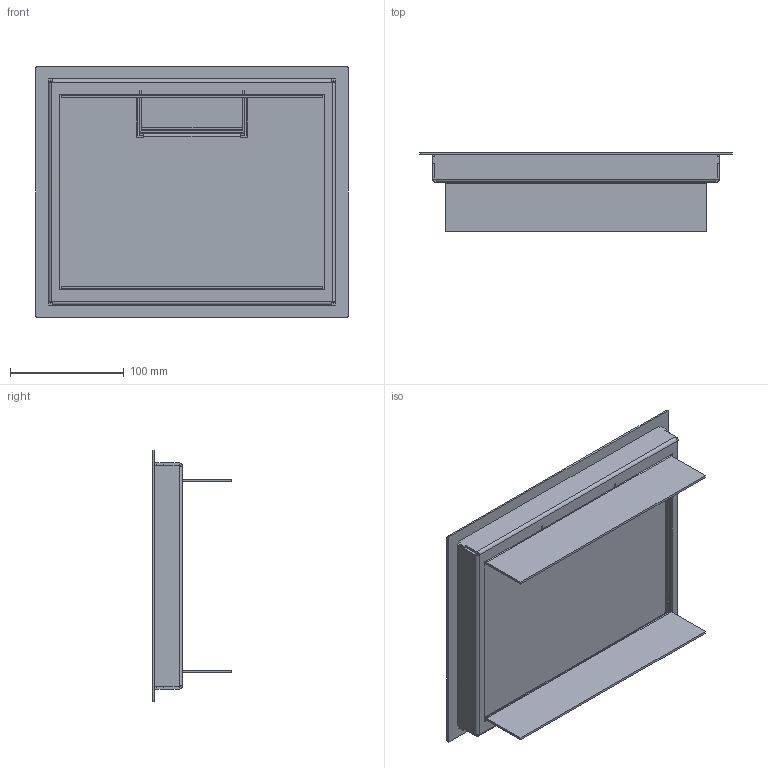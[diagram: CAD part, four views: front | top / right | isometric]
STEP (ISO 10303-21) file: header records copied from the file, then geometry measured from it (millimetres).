
FILE_DESCRIPTION (( 'STEP AP214' ), '1' );
FILE_NAME ('7405299_KSTP1.stp', '2016-05-03T13:01:30', ( '' ), ( '' ), 'SwSTEP 2.0', 'SolidWorks 2014', '' );
FILE_SCHEMA (( 'AUTOMOTIVE_DESIGN' ));
Length unit declared in the file: inch
Products named in the file (12): 30736M_30736L; 066364_39410724 (GES6M-2); 085483_GES6M-2; 046359_Unterteil mit Sonderstempel; 046279_Standard; 066166_Standard; 066260_39410704 (GES6M-2); 066360_39409026 (GES6M-2); 066364T1_GES6M-2; 068780_39410774 (GES6M-2); 066240_39410754 (GES6M-2); 7405299_KSTP1
Assembly tree (11 placements, depth 5):
  7405299_KSTP1
    066240_39410754 (GES6M-2)
    068780_39410774 (GES6M-2)
    066364_39410724 (GES6M-2)
      066364T1_GES6M-2
      066360_39409026 (GES6M-2)
      085483_GES6M-2
        066260_39410704 (GES6M-2)
        066166_Standard
        046359_Unterteil mit Sonderstempel
          046279_Standard
    30736M_30736L
Bounding box: 274.1 x 69 x 220.6 mm (x, y, z)
Volume: 510488.8 mm3; surface area: 456206.5 mm2
Topology: 10 solids, 10 shells, 365 faces, 981 edges, 636 vertices
Faces by surface type: plane 299, cylinder 58, bspline 8
Entity records: 16888 total; most frequent: CARTESIAN_POINT 2455, ORIENTED_EDGE 1962, DIRECTION 1815, EDGE_CURVE 981, LINE 863, VECTOR 863, VERTEX_POINT 636, AXIS2_PLACEMENT_3D 476
